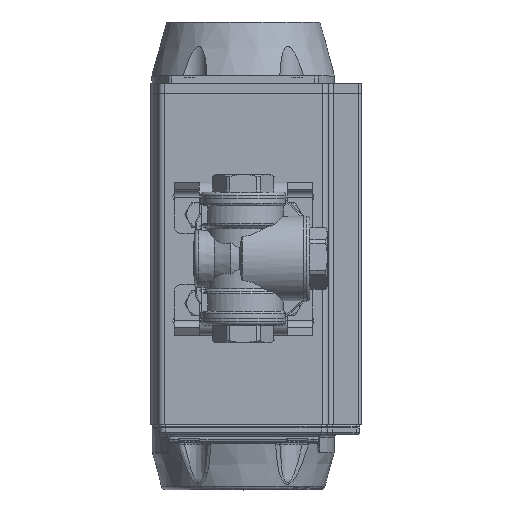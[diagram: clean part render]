
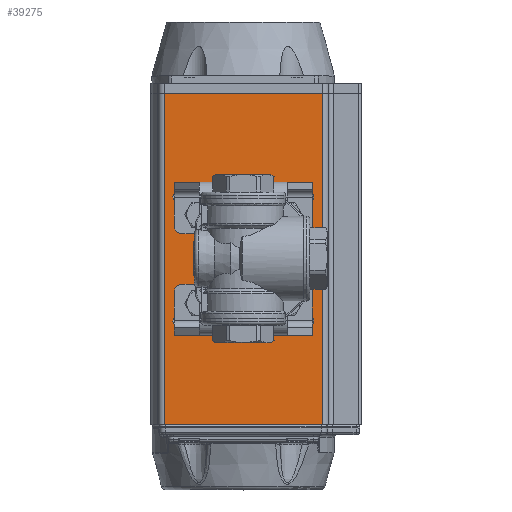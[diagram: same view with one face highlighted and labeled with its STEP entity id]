
A CAD part, top view. The second image highlights one B-rep face of the part: STEP entity #39275.
In plain terms, the highlighted face is planar.
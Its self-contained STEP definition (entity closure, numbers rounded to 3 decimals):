
#1603=PLANE('',#43336);
#4037=LINE('',#94710,#6484);
#4039=LINE('',#94717,#6486);
#4051=LINE('',#94769,#6498);
#4052=LINE('',#94775,#6499);
#6484=VECTOR('',#52719,1000.);
#6486=VECTOR('',#52725,1000.);
#6498=VECTOR('',#52771,1000.);
#6499=VECTOR('',#52774,1000.);
#19950=ORIENTED_EDGE('',*,*,#25646,.F.);
#19951=ORIENTED_EDGE('',*,*,#25676,.T.);
#19952=ORIENTED_EDGE('',*,*,#25649,.T.);
#19953=ORIENTED_EDGE('',*,*,#25674,.F.);
#19954=ORIENTED_EDGE('',*,*,#25542,.T.);
#19955=ORIENTED_EDGE('',*,*,#25567,.T.);
#19956=ORIENTED_EDGE('',*,*,#25569,.T.);
#19957=ORIENTED_EDGE('',*,*,#25571,.T.);
#19958=ORIENTED_EDGE('',*,*,#25573,.T.);
#19959=ORIENTED_EDGE('',*,*,#25575,.T.);
#19960=ORIENTED_EDGE('',*,*,#25577,.T.);
#19961=ORIENTED_EDGE('',*,*,#25579,.T.);
#19962=ORIENTED_EDGE('',*,*,#25581,.T.);
#25542=EDGE_CURVE('',#29333,#29333,#30928,.T.);
#25567=EDGE_CURVE('',#29358,#29358,#30953,.T.);
#25569=EDGE_CURVE('',#29360,#29360,#30955,.T.);
#25571=EDGE_CURVE('',#29362,#29362,#30957,.T.);
#25573=EDGE_CURVE('',#29364,#29364,#30959,.T.);
#25575=EDGE_CURVE('',#29366,#29366,#30961,.T.);
#25577=EDGE_CURVE('',#29368,#29368,#30963,.T.);
#25579=EDGE_CURVE('',#29370,#29370,#30965,.T.);
#25581=EDGE_CURVE('',#29372,#29372,#30967,.T.);
#25646=EDGE_CURVE('',#29450,#29425,#4037,.T.);
#25649=EDGE_CURVE('',#29454,#29453,#4039,.T.);
#25674=EDGE_CURVE('',#29425,#29453,#4051,.T.);
#25676=EDGE_CURVE('',#29450,#29454,#4052,.T.);
#29333=VERTEX_POINT('',#94424);
#29358=VERTEX_POINT('',#94487);
#29360=VERTEX_POINT('',#94492);
#29362=VERTEX_POINT('',#94497);
#29364=VERTEX_POINT('',#94502);
#29366=VERTEX_POINT('',#94507);
#29368=VERTEX_POINT('',#94512);
#29370=VERTEX_POINT('',#94517);
#29372=VERTEX_POINT('',#94522);
#29425=VERTEX_POINT('',#94659);
#29450=VERTEX_POINT('',#94709);
#29453=VERTEX_POINT('',#94716);
#29454=VERTEX_POINT('',#94718);
#30928=CIRCLE('',#43165,14.635);
#30953=CIRCLE('',#43203,3.324);
#30955=CIRCLE('',#43206,3.324);
#30957=CIRCLE('',#43209,3.324);
#30959=CIRCLE('',#43212,3.324);
#30961=CIRCLE('',#43215,2.459);
#30963=CIRCLE('',#43218,2.459);
#30965=CIRCLE('',#43221,2.459);
#30967=CIRCLE('',#43224,2.459);
#33838=EDGE_LOOP('',(#19950,#19951,#19952,#19953));
#33839=EDGE_LOOP('',(#19954));
#33840=EDGE_LOOP('',(#19955));
#33841=EDGE_LOOP('',(#19956));
#33842=EDGE_LOOP('',(#19957));
#33843=EDGE_LOOP('',(#19958));
#33844=EDGE_LOOP('',(#19959));
#33845=EDGE_LOOP('',(#19960));
#33846=EDGE_LOOP('',(#19961));
#33847=EDGE_LOOP('',(#19962));
#36729=FACE_BOUND('',#33838,.T.);
#36730=FACE_BOUND('',#33839,.T.);
#36731=FACE_BOUND('',#33840,.T.);
#36732=FACE_BOUND('',#33841,.T.);
#36733=FACE_BOUND('',#33842,.T.);
#36734=FACE_BOUND('',#33843,.T.);
#36735=FACE_BOUND('',#33844,.T.);
#36736=FACE_BOUND('',#33845,.T.);
#36737=FACE_BOUND('',#33846,.T.);
#36738=FACE_BOUND('',#33847,.T.);
#39275=ADVANCED_FACE('',(#36729,#36730,#36731,#36732,#36733,#36734,#36735,
#36736,#36737,#36738),#1603,.T.);
#43165=AXIS2_PLACEMENT_3D('',#94423,#52402,#52403);
#43203=AXIS2_PLACEMENT_3D('',#94486,#52478,#52479);
#43206=AXIS2_PLACEMENT_3D('',#94491,#52484,#52485);
#43209=AXIS2_PLACEMENT_3D('',#94496,#52490,#52491);
#43212=AXIS2_PLACEMENT_3D('',#94501,#52496,#52497);
#43215=AXIS2_PLACEMENT_3D('',#94506,#52502,#52503);
#43218=AXIS2_PLACEMENT_3D('',#94511,#52508,#52509);
#43221=AXIS2_PLACEMENT_3D('',#94516,#52514,#52515);
#43224=AXIS2_PLACEMENT_3D('',#94521,#52520,#52521);
#43336=AXIS2_PLACEMENT_3D('',#94774,#52772,#52773);
#52402=DIRECTION('',(0.,1.,0.));
#52403=DIRECTION('',(1.,0.,0.));
#52478=DIRECTION('',(0.,1.,0.));
#52479=DIRECTION('',(1.,0.,0.));
#52484=DIRECTION('',(0.,1.,0.));
#52485=DIRECTION('',(1.,0.,0.));
#52490=DIRECTION('',(0.,1.,0.));
#52491=DIRECTION('',(1.,0.,0.));
#52496=DIRECTION('',(0.,1.,0.));
#52497=DIRECTION('',(1.,0.,0.));
#52502=DIRECTION('',(0.,1.,0.));
#52503=DIRECTION('',(1.,0.,0.));
#52508=DIRECTION('',(0.,1.,0.));
#52509=DIRECTION('',(1.,0.,0.));
#52514=DIRECTION('',(0.,1.,0.));
#52515=DIRECTION('',(1.,0.,0.));
#52520=DIRECTION('',(0.,1.,0.));
#52521=DIRECTION('',(1.,0.,0.));
#52719=DIRECTION('',(1.,0.,0.));
#52725=DIRECTION('',(1.,0.,0.));
#52771=DIRECTION('',(0.,0.,-1.));
#52772=DIRECTION('',(0.,-1.,0.));
#52773=DIRECTION('',(-1.,0.,0.));
#52774=DIRECTION('',(0.,0.,-1.));
#94423=CARTESIAN_POINT('',(0.,-44.471,66.));
#94424=CARTESIAN_POINT('',(14.635,-44.471,66.));
#94486=CARTESIAN_POINT('',(-24.749,-44.471,41.251));
#94487=CARTESIAN_POINT('',(-21.425,-44.471,41.251));
#94491=CARTESIAN_POINT('',(24.749,-44.471,41.251));
#94492=CARTESIAN_POINT('',(28.072,-44.471,41.251));
#94496=CARTESIAN_POINT('',(24.749,-44.471,90.749));
#94497=CARTESIAN_POINT('',(28.072,-44.471,90.749));
#94501=CARTESIAN_POINT('',(-24.749,-44.471,90.749));
#94502=CARTESIAN_POINT('',(-21.425,-44.471,90.749));
#94506=CARTESIAN_POINT('',(-17.678,-44.471,83.678));
#94507=CARTESIAN_POINT('',(-15.219,-44.471,83.678));
#94511=CARTESIAN_POINT('',(-17.678,-44.471,48.322));
#94512=CARTESIAN_POINT('',(-15.219,-44.471,48.322));
#94516=CARTESIAN_POINT('',(17.678,-44.471,48.322));
#94517=CARTESIAN_POINT('',(20.136,-44.471,48.322));
#94521=CARTESIAN_POINT('',(17.678,-44.471,83.678));
#94522=CARTESIAN_POINT('',(20.136,-44.471,83.678));
#94659=CARTESIAN_POINT('',(31.5,-44.471,132.));
#94709=CARTESIAN_POINT('',(-31.5,-44.471,132.));
#94710=CARTESIAN_POINT('',(5.25,-44.471,132.));
#94716=CARTESIAN_POINT('',(31.5,-44.471,0.));
#94717=CARTESIAN_POINT('',(5.25,-44.471,0.));
#94718=CARTESIAN_POINT('',(-31.5,-44.471,0.));
#94769=CARTESIAN_POINT('',(31.5,-44.471,0.));
#94774=CARTESIAN_POINT('',(-31.5,-44.471,0.));
#94775=CARTESIAN_POINT('',(-31.5,-44.471,0.));
